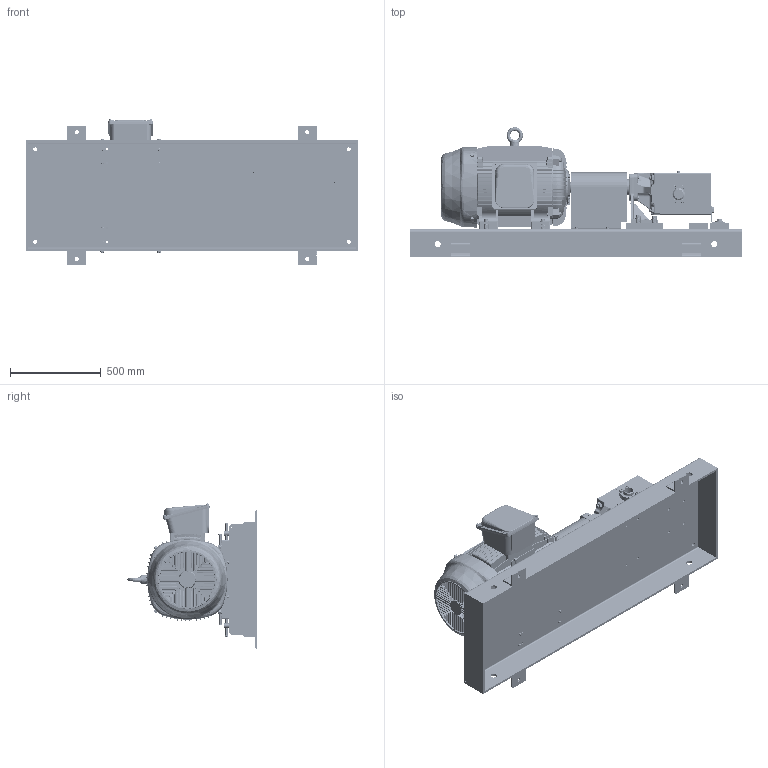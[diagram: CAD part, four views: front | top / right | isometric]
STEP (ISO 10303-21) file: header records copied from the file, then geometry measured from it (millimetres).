
FILE_DESCRIPTION (( 'STEP AP214' ), '1' );
FILE_NAME ('GPV-1430-022-U.STEP', '2017-02-07T15:02:47', ( '' ), ( '' ), 'SwSTEP 2.0', 'SolidWorks 2016', '' );
FILE_SCHEMA (( 'AUTOMOTIVE_DESIGN' ));
Length unit declared in the file: inch
Products named in the file (1): GPV-1430-022-U
Bounding box: 1828.8 x 713.52 x 801.13 mm (x, y, z)
Volume: 157226840.8 mm3; surface area: 9397379.1 mm2
Topology: 117 solids, 117 shells, 6077 faces, 15234 edges, 9759 vertices
Faces by surface type: plane 3536, cylinder 1139, bspline 658, cone 646, torus 72, sphere 26
Full cylindrical faces by diameter (mm): 6.35 x12, 7.937 x2, 7.938 x2, 8.731 x4, 9.525 x48, 10.716 x26, 11.139 x2, 11.146 x10, 11.6 x4, 12 x4, 12.7 x48, 13 x4, 13.487 x12, 13.492 x24, 13.894 x4, 14 x6, 14.288 x4, 15 x4, 15.875 x6, 16 x4, 16.5 x1, 17.4 x4, 17.45 x4, 17.462 x1, 17.463 x3, 17.526 x6, 19 x9, 19.05 x17, 20 x1, 20.65 x8
Entity records: 369791 total; most frequent: CARTESIAN_POINT 153314, ORIENTED_EDGE 28854, DIRECTION 25441, EDGE_CURVE 14427, VERTEX_POINT 9592, AXIS2_PLACEMENT_3D 8531, VECTOR 8379, LINE 8379
